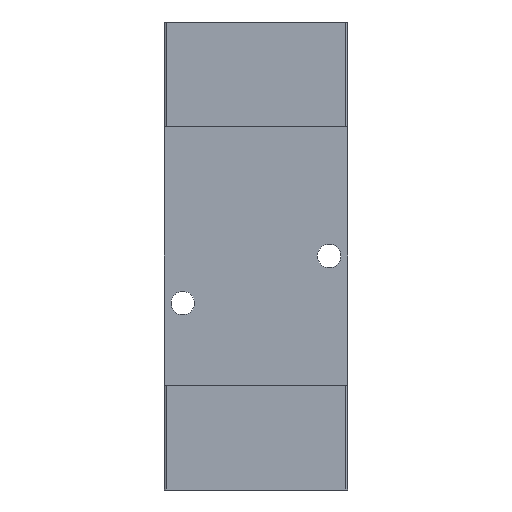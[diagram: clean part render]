
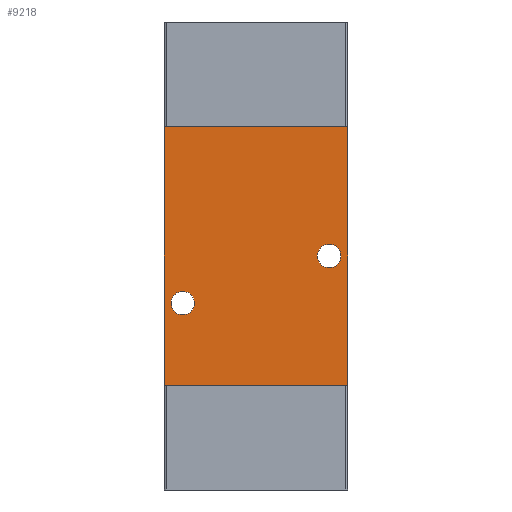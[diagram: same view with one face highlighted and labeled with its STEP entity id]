
A CAD part, left-side view. The second image highlights one B-rep face of the part: STEP entity #9218.
In plain terms, the highlighted planar face has unit normal (-1, 0, 0).
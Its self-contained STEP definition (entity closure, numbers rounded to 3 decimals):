
#34=PLANE('',#10123);
#560=LINE('',#15478,#913);
#592=LINE('',#15556,#945);
#604=LINE('',#15586,#957);
#605=LINE('',#15587,#958);
#913=VECTOR('',#11834,49.5);
#945=VECTOR('',#11890,49.5);
#957=VECTOR('',#11914,35.);
#958=VECTOR('',#11915,35.);
#1500=FACE_BOUND('',#3037,.T.);
#1501=FACE_BOUND('',#3038,.T.);
#2248=FACE_OUTER_BOUND('',#3036,.T.);
#3036=EDGE_LOOP('',(#4652,#4653,#4654,#4655));
#3037=EDGE_LOOP('',(#4656));
#3038=EDGE_LOOP('',(#4657));
#4652=ORIENTED_EDGE('',*,*,#6687,.T.);
#4653=ORIENTED_EDGE('',*,*,#6670,.F.);
#4654=ORIENTED_EDGE('',*,*,#6688,.F.);
#4655=ORIENTED_EDGE('',*,*,#6627,.T.);
#4656=ORIENTED_EDGE('',*,*,#6563,.T.);
#4657=ORIENTED_EDGE('',*,*,#6565,.T.);
#6563=EDGE_CURVE('',#7625,#7625,#8506,.T.);
#6565=EDGE_CURVE('',#7627,#7627,#8508,.T.);
#6627=EDGE_CURVE('',#7689,#7688,#560,.T.);
#6670=EDGE_CURVE('',#7723,#7720,#592,.T.);
#6687=EDGE_CURVE('',#7688,#7720,#604,.T.);
#6688=EDGE_CURVE('',#7689,#7723,#605,.T.);
#7625=VERTEX_POINT('',#15329);
#7627=VERTEX_POINT('',#15334);
#7688=VERTEX_POINT('',#15475);
#7689=VERTEX_POINT('',#15477);
#7720=VERTEX_POINT('',#15549);
#7723=VERTEX_POINT('',#15554);
#8506=CIRCLE('',#10048,2.25);
#8508=CIRCLE('',#10051,2.25);
#9218=ADVANCED_FACE('',(#2248,#1500,#1501),#34,.F.);
#10048=AXIS2_PLACEMENT_3D('',#15330,#11692,#11693);
#10051=AXIS2_PLACEMENT_3D('',#15335,#11698,#11699);
#10123=AXIS2_PLACEMENT_3D('',#15585,#11912,#11913);
#11692=DIRECTION('center_axis',(1.,0.,0.));
#11693=DIRECTION('ref_axis',(0.,0.,-1.));
#11698=DIRECTION('center_axis',(1.,0.,0.));
#11699=DIRECTION('ref_axis',(0.,0.,-1.));
#11834=DIRECTION('',(0.,0.,-1.));
#11890=DIRECTION('',(0.,0.,-1.));
#11912=DIRECTION('center_axis',(1.,0.,0.));
#11913=DIRECTION('ref_axis',(0.,0.,-1.));
#11914=DIRECTION('',(0.,-1.,0.));
#11915=DIRECTION('',(0.,-1.,0.));
#15329=CARTESIAN_POINT('',(0.,31.5,13.5));
#15330=CARTESIAN_POINT('Origin',(0.,31.5,15.75));
#15334=CARTESIAN_POINT('',(0.,3.5,22.5));
#15335=CARTESIAN_POINT('Origin',(0.,3.5,24.75));
#15475=CARTESIAN_POINT('',(0.,35.,0.));
#15477=CARTESIAN_POINT('',(0.,35.,49.5));
#15478=CARTESIAN_POINT('',(0.,35.,49.5));
#15549=CARTESIAN_POINT('',(0.,0.,0.));
#15554=CARTESIAN_POINT('',(0.,0.,49.5));
#15556=CARTESIAN_POINT('',(0.,0.,49.5));
#15585=CARTESIAN_POINT('Origin',(0.,0.,49.5));
#15586=CARTESIAN_POINT('',(0.,0.,0.));
#15587=CARTESIAN_POINT('',(0.,0.,49.5));
